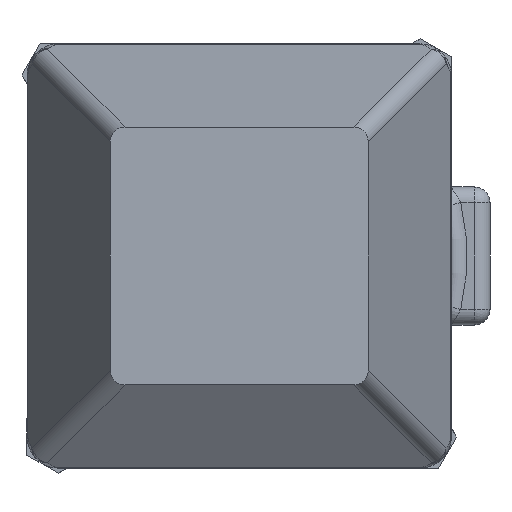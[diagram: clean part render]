
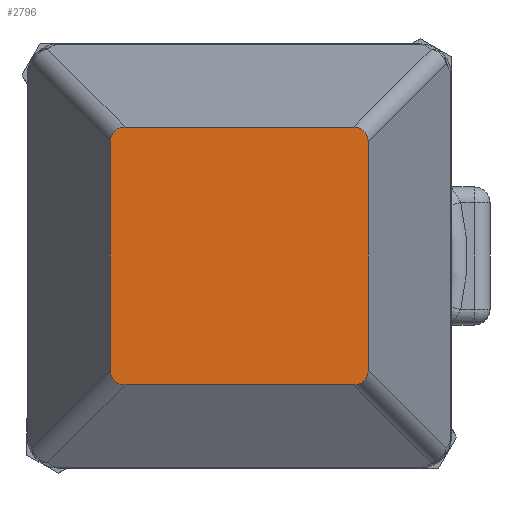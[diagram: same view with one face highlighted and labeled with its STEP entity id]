
A CAD part, left-side view. The second image highlights one B-rep face of the part: STEP entity #2796.
In plain terms, the highlighted planar face has unit normal (-1, 0, 0).
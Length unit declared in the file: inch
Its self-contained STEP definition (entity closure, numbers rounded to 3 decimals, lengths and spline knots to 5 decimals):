
#47 = ORIENTED_EDGE ( 'NONE', *, *, #2813, .F. ) ;
#48 = ORIENTED_EDGE ( 'NONE', *, *, #2810, .T. ) ;
#49 = ORIENTED_EDGE ( 'NONE', *, *, #2776, .F. ) ;
#50 = ORIENTED_EDGE ( 'NONE', *, *, #2685, .T. ) ;
#51 = ORIENTED_EDGE ( 'NONE', *, *, #2811, .F. ) ;
#52 = ORIENTED_EDGE ( 'NONE', *, *, #2812, .T. ) ;
#53 = ORIENTED_EDGE ( 'NONE', *, *, #2628, .F. ) ;
#54 = ORIENTED_EDGE ( 'NONE', *, *, #2627, .T. ) ;
#133 =( BOUNDED_CURVE ( )  B_SPLINE_CURVE ( 3, ( #2476, #2497, #2498, #2499 ),
 .UNSPECIFIED., .F., .T. ) 
 B_SPLINE_CURVE_WITH_KNOTS ( ( 4, 4 ),
 ( 5.54731, 7.01906 ),
 .UNSPECIFIED. ) 
 CURVE ( )  GEOMETRIC_REPRESENTATION_ITEM ( )  RATIONAL_B_SPLINE_CURVE ( ( 1., 0.827, 0.827, 1. ) ) 
 REPRESENTATION_ITEM ( '' )  );
#1935 = EDGE_LOOP ( 'NONE', ( #47, #48, #49, #50, #51, #52, #53, #54 ) ) ;
#2020 = VERTEX_POINT ( 'NONE', #2198 ) ;
#2021 = VERTEX_POINT ( 'NONE', #2199 ) ;
#2022 = VERTEX_POINT ( 'NONE', #2200 ) ;
#2023 = VERTEX_POINT ( 'NONE', #2201 ) ;
#2024 = VERTEX_POINT ( 'NONE', #2202 ) ;
#2025 = VERTEX_POINT ( 'NONE', #2203 ) ;
#2026 = VERTEX_POINT ( 'NONE', #2204 ) ;
#2027 = VERTEX_POINT ( 'NONE', #2205 ) ;
#2198 = CARTESIAN_POINT ( 'NONE',  ( 0., 1.0275, -0.90884 ) ) ;
#2199 = CARTESIAN_POINT ( 'NONE',  ( 0., 1.0275, 0.90884 ) ) ;
#2200 = CARTESIAN_POINT ( 'NONE',  ( 0., 0.90884, -1.0275 ) ) ;
#2201 = CARTESIAN_POINT ( 'NONE',  ( 0., -0.90884, -1.0275 ) ) ;
#2202 = CARTESIAN_POINT ( 'NONE',  ( 0., -1.0275, -0.90884 ) ) ;
#2203 = CARTESIAN_POINT ( 'NONE',  ( 0., -1.0275, 0.90884 ) ) ;
#2204 = CARTESIAN_POINT ( 'NONE',  ( 0., -0.90884, 1.0275 ) ) ;
#2205 = CARTESIAN_POINT ( 'NONE',  ( 0., 0.90884, 1.0275 ) ) ;
#2476 = CARTESIAN_POINT ( 'NONE',  ( 0., 0.90884, 1.0275 ) ) ;
#2497 = CARTESIAN_POINT ( 'NONE',  ( 0., 0.9797, 1.0275 ) ) ;
#2498 = CARTESIAN_POINT ( 'NONE',  ( 0., 1.0275, 0.9797 ) ) ;
#2499 = CARTESIAN_POINT ( 'NONE',  ( 0., 1.0275, 0.90884 ) ) ;
#2500 = CARTESIAN_POINT ( 'NONE',  ( 0., 1.0275, 1.0275 ) ) ;
#2501 = DIRECTION ( 'NONE',  ( 0., -1., 0. ) ) ;
#2627 = EDGE_CURVE ( 'NONE', #2027, #2021, #133, .T. ) ;
#2628 = EDGE_CURVE ( 'NONE', #2027, #2026, #3839, .T. ) ;
#2685 = EDGE_CURVE ( 'NONE', #2023, #2024, #4575, .T. ) ;
#2776 = EDGE_CURVE ( 'NONE', #2023, #2022, #4682, .T. ) ;
#2796 = ADVANCED_FACE ( 'NONE', ( #4717 ), #4332, .F. ) ;
#2810 = EDGE_CURVE ( 'NONE', #2020, #2022, #4576, .T. ) ;
#2811 = EDGE_CURVE ( 'NONE', #2025, #2024, #4733, .T. ) ;
#2812 = EDGE_CURVE ( 'NONE', #2025, #2026, #4577, .T. ) ;
#2813 = EDGE_CURVE ( 'NONE', #2020, #2021, #4739, .T. ) ;
#2933 = AXIS2_PLACEMENT_3D ( 'NONE', #4330, #4335, #4336 ) ;
#3831 = VECTOR ( 'NONE', #2501, 39.37008 ) ;
#3839 = LINE ( 'NONE', #2500, #3831 ) ;
#4043 = CARTESIAN_POINT ( 'NONE',  ( 0., -0.90884, -1.0275 ) ) ;
#4047 = CARTESIAN_POINT ( 'NONE',  ( 0., -0.9797, -1.0275 ) ) ;
#4048 = CARTESIAN_POINT ( 'NONE',  ( 0., -1.0275, -0.9797 ) ) ;
#4049 = CARTESIAN_POINT ( 'NONE',  ( 0., -1.0275, -0.90884 ) ) ;
#4268 = CARTESIAN_POINT ( 'NONE',  ( 0., 1.0275, -1.0275 ) ) ;
#4269 = DIRECTION ( 'NONE',  ( 0., 1., 0. ) ) ;
#4330 = CARTESIAN_POINT ( 'NONE',  ( 0., -1.0275, 1.0275 ) ) ;
#4332 = PLANE ( 'NONE',  #2933 ) ;
#4335 = DIRECTION ( 'NONE',  ( 1., 0., 0. ) ) ;
#4336 = DIRECTION ( 'NONE',  ( 0., 0., -1. ) ) ;
#4380 = CARTESIAN_POINT ( 'NONE',  ( 0., 1.0275, -0.90884 ) ) ;
#4385 = CARTESIAN_POINT ( 'NONE',  ( 0., -1.0275, 0.90884 ) ) ;
#4386 = CARTESIAN_POINT ( 'NONE',  ( 0., 1.0275, -0.9797 ) ) ;
#4387 = CARTESIAN_POINT ( 'NONE',  ( 0., 0.9797, -1.0275 ) ) ;
#4388 = CARTESIAN_POINT ( 'NONE',  ( 0., 0.90884, -1.0275 ) ) ;
#4389 = CARTESIAN_POINT ( 'NONE',  ( 0., -1.0275, 1.0275 ) ) ;
#4390 = DIRECTION ( 'NONE',  ( 0., 0., -1. ) ) ;
#4392 = CARTESIAN_POINT ( 'NONE',  ( 0., -1.0275, 0.9797 ) ) ;
#4393 = CARTESIAN_POINT ( 'NONE',  ( 0., -0.9797, 1.0275 ) ) ;
#4394 = CARTESIAN_POINT ( 'NONE',  ( 0., -0.90884, 1.0275 ) ) ;
#4396 = CARTESIAN_POINT ( 'NONE',  ( 0., 1.0275, 1.0275 ) ) ;
#4397 = DIRECTION ( 'NONE',  ( 0., 0., 1. ) ) ;
#4575 =( BOUNDED_CURVE ( )  B_SPLINE_CURVE ( 3, ( #4043, #4047, #4048, #4049 ),
 .UNSPECIFIED., .F., .T. ) 
 B_SPLINE_CURVE_WITH_KNOTS ( ( 4, 4 ),
 ( 5.54731, 7.01906 ),
 .UNSPECIFIED. ) 
 CURVE ( )  GEOMETRIC_REPRESENTATION_ITEM ( )  RATIONAL_B_SPLINE_CURVE ( ( 1., 0.827, 0.827, 1. ) ) 
 REPRESENTATION_ITEM ( '' )  );
#4576 =( BOUNDED_CURVE ( )  B_SPLINE_CURVE ( 3, ( #4380, #4386, #4387, #4388 ),
 .UNSPECIFIED., .F., .T. ) 
 B_SPLINE_CURVE_WITH_KNOTS ( ( 4, 4 ),
 ( 5.54731, 7.01906 ),
 .UNSPECIFIED. ) 
 CURVE ( )  GEOMETRIC_REPRESENTATION_ITEM ( )  RATIONAL_B_SPLINE_CURVE ( ( 1., 0.827, 0.827, 1. ) ) 
 REPRESENTATION_ITEM ( '' )  );
#4577 =( BOUNDED_CURVE ( )  B_SPLINE_CURVE ( 3, ( #4385, #4392, #4393, #4394 ),
 .UNSPECIFIED., .F., .T. ) 
 B_SPLINE_CURVE_WITH_KNOTS ( ( 4, 4 ),
 ( 5.54731, 7.01906 ),
 .UNSPECIFIED. ) 
 CURVE ( )  GEOMETRIC_REPRESENTATION_ITEM ( )  RATIONAL_B_SPLINE_CURVE ( ( 1., 0.827, 0.827, 1. ) ) 
 REPRESENTATION_ITEM ( '' )  );
#4682 = LINE ( 'NONE', #4268, #4683 ) ;
#4683 = VECTOR ( 'NONE', #4269, 39.37008 ) ;
#4717 = FACE_OUTER_BOUND ( 'NONE', #1935, .T. ) ;
#4733 = LINE ( 'NONE', #4389, #4738 ) ;
#4738 = VECTOR ( 'NONE', #4390, 39.37008 ) ;
#4739 = LINE ( 'NONE', #4396, #4740 ) ;
#4740 = VECTOR ( 'NONE', #4397, 39.37008 ) ;
